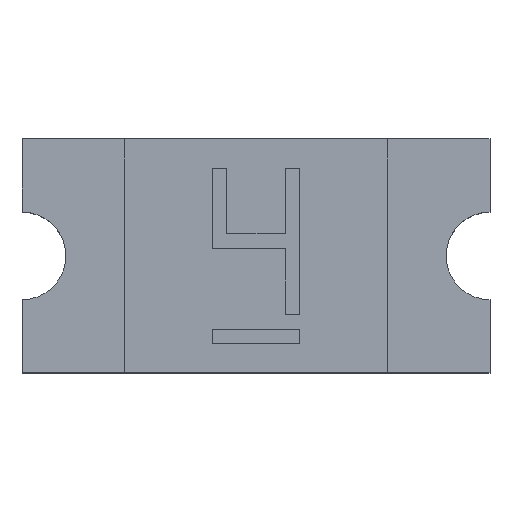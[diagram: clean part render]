
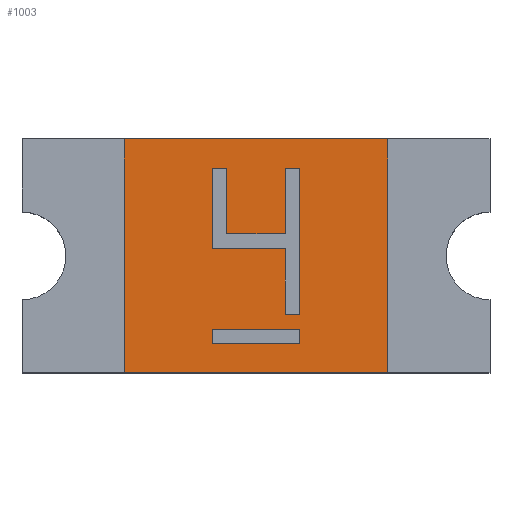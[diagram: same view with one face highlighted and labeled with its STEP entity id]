
A CAD part, top view. The second image highlights one B-rep face of the part: STEP entity #1003.
In plain terms, the highlighted planar face has unit normal (0, 0, 1).
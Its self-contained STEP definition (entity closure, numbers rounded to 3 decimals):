
#18=FACE_BOUND('',#200,.T.);
#19=FACE_BOUND('',#201,.T.);
#87=PLANE('',#1082);
#143=FACE_OUTER_BOUND('',#199,.T.);
#199=EDGE_LOOP('',(#925,#926,#927,#928));
#200=EDGE_LOOP('',(#929,#930,#931,#932,#933,#934,#935,#936,#937,#938));
#201=EDGE_LOOP('',(#939,#940,#941,#942));
#277=LINE('',#1511,#405);
#281=LINE('',#1520,#409);
#287=LINE('',#1530,#415);
#288=LINE('',#1534,#416);
#292=LINE('',#1542,#420);
#295=LINE('',#1548,#423);
#298=LINE('',#1554,#426);
#301=LINE('',#1560,#429);
#304=LINE('',#1566,#432);
#307=LINE('',#1572,#435);
#310=LINE('',#1578,#438);
#313=LINE('',#1584,#441);
#316=LINE('',#1589,#444);
#318=LINE('',#1595,#446);
#322=LINE('',#1603,#450);
#325=LINE('',#1609,#453);
#328=LINE('',#1614,#456);
#330=LINE('',#1618,#458);
#405=VECTOR('',#1242,10.);
#409=VECTOR('',#1248,10.);
#415=VECTOR('',#1258,10.);
#416=VECTOR('',#1261,10.);
#420=VECTOR('',#1267,10.);
#423=VECTOR('',#1272,10.);
#426=VECTOR('',#1277,10.);
#429=VECTOR('',#1282,10.);
#432=VECTOR('',#1287,10.);
#435=VECTOR('',#1292,10.);
#438=VECTOR('',#1297,10.);
#441=VECTOR('',#1302,10.);
#444=VECTOR('',#1307,10.);
#446=VECTOR('',#1313,10.);
#450=VECTOR('',#1319,10.);
#453=VECTOR('',#1324,10.);
#456=VECTOR('',#1329,10.);
#458=VECTOR('',#1335,10.);
#515=VERTEX_POINT('',#1509);
#516=VERTEX_POINT('',#1510);
#519=VERTEX_POINT('',#1518);
#520=VERTEX_POINT('',#1519);
#523=VERTEX_POINT('',#1532);
#524=VERTEX_POINT('',#1533);
#527=VERTEX_POINT('',#1541);
#529=VERTEX_POINT('',#1547);
#531=VERTEX_POINT('',#1553);
#533=VERTEX_POINT('',#1559);
#535=VERTEX_POINT('',#1565);
#537=VERTEX_POINT('',#1571);
#539=VERTEX_POINT('',#1577);
#541=VERTEX_POINT('',#1583);
#543=VERTEX_POINT('',#1593);
#544=VERTEX_POINT('',#1594);
#547=VERTEX_POINT('',#1602);
#549=VERTEX_POINT('',#1608);
#629=EDGE_CURVE('',#515,#516,#277,.T.);
#633=EDGE_CURVE('',#519,#520,#281,.T.);
#639=EDGE_CURVE('',#520,#515,#287,.T.);
#640=EDGE_CURVE('',#523,#524,#288,.T.);
#644=EDGE_CURVE('',#527,#523,#292,.T.);
#647=EDGE_CURVE('',#529,#527,#295,.T.);
#650=EDGE_CURVE('',#531,#529,#298,.T.);
#653=EDGE_CURVE('',#533,#531,#301,.T.);
#656=EDGE_CURVE('',#535,#533,#304,.T.);
#659=EDGE_CURVE('',#537,#535,#307,.T.);
#662=EDGE_CURVE('',#539,#537,#310,.T.);
#665=EDGE_CURVE('',#541,#539,#313,.T.);
#668=EDGE_CURVE('',#524,#541,#316,.T.);
#670=EDGE_CURVE('',#543,#544,#318,.T.);
#674=EDGE_CURVE('',#547,#543,#322,.T.);
#677=EDGE_CURVE('',#549,#547,#325,.T.);
#680=EDGE_CURVE('',#544,#549,#328,.T.);
#682=EDGE_CURVE('',#516,#519,#330,.T.);
#925=ORIENTED_EDGE('',*,*,#629,.T.);
#926=ORIENTED_EDGE('',*,*,#682,.T.);
#927=ORIENTED_EDGE('',*,*,#633,.T.);
#928=ORIENTED_EDGE('',*,*,#639,.T.);
#929=ORIENTED_EDGE('',*,*,#640,.T.);
#930=ORIENTED_EDGE('',*,*,#668,.T.);
#931=ORIENTED_EDGE('',*,*,#665,.T.);
#932=ORIENTED_EDGE('',*,*,#662,.T.);
#933=ORIENTED_EDGE('',*,*,#659,.T.);
#934=ORIENTED_EDGE('',*,*,#656,.T.);
#935=ORIENTED_EDGE('',*,*,#653,.T.);
#936=ORIENTED_EDGE('',*,*,#650,.T.);
#937=ORIENTED_EDGE('',*,*,#647,.T.);
#938=ORIENTED_EDGE('',*,*,#644,.T.);
#939=ORIENTED_EDGE('',*,*,#670,.T.);
#940=ORIENTED_EDGE('',*,*,#680,.T.);
#941=ORIENTED_EDGE('',*,*,#677,.T.);
#942=ORIENTED_EDGE('',*,*,#674,.T.);
#1003=ADVANCED_FACE('',(#143,#18,#19),#87,.T.);
#1082=AXIS2_PLACEMENT_3D('',#1617,#1333,#1334);
#1242=DIRECTION('',(0.,-1.,0.));
#1248=DIRECTION('',(0.,1.,0.));
#1258=DIRECTION('',(-1.,0.,0.));
#1261=DIRECTION('',(1.,0.,0.));
#1267=DIRECTION('',(0.,1.,0.));
#1272=DIRECTION('',(1.,0.,0.));
#1277=DIRECTION('',(0.,-1.,0.));
#1282=DIRECTION('',(1.,0.,0.));
#1287=DIRECTION('',(0.,1.,0.));
#1292=DIRECTION('',(-1.,0.,0.));
#1297=DIRECTION('',(0.,1.,0.));
#1302=DIRECTION('',(-1.,0.,0.));
#1307=DIRECTION('',(0.,-1.,0.));
#1313=DIRECTION('',(1.,0.,0.));
#1319=DIRECTION('',(0.,1.,0.));
#1324=DIRECTION('',(-1.,0.,0.));
#1329=DIRECTION('',(0.,-1.,0.));
#1333=DIRECTION('center_axis',(0.,0.,1.));
#1334=DIRECTION('ref_axis',(0.,1.,0.));
#1335=DIRECTION('',(1.,0.,0.));
#1509=CARTESIAN_POINT('',(-0.9,0.8,0.66));
#1510=CARTESIAN_POINT('',(-0.9,-0.8,0.66));
#1511=CARTESIAN_POINT('',(-0.9,0.4,0.66));
#1518=CARTESIAN_POINT('',(0.9,-0.8,0.66));
#1519=CARTESIAN_POINT('',(0.9,0.8,0.66));
#1520=CARTESIAN_POINT('',(0.9,-0.4,0.66));
#1530=CARTESIAN_POINT('',(0.,0.8,0.66));
#1532=CARTESIAN_POINT('',(0.2,0.6,0.66));
#1533=CARTESIAN_POINT('',(0.3,0.6,0.66));
#1534=CARTESIAN_POINT('',(0.1,0.6,0.66));
#1541=CARTESIAN_POINT('',(0.2,0.15,0.66));
#1542=CARTESIAN_POINT('',(0.2,0.075,0.66));
#1547=CARTESIAN_POINT('',(-0.2,0.15,0.66));
#1548=CARTESIAN_POINT('',(-0.1,0.15,0.66));
#1553=CARTESIAN_POINT('',(-0.2,0.6,0.66));
#1554=CARTESIAN_POINT('',(-0.2,0.3,0.66));
#1559=CARTESIAN_POINT('',(-0.3,0.6,0.66));
#1560=CARTESIAN_POINT('',(-0.15,0.6,0.66));
#1565=CARTESIAN_POINT('',(-0.3,0.05,0.66));
#1566=CARTESIAN_POINT('',(-0.3,0.025,0.66));
#1571=CARTESIAN_POINT('',(0.2,0.05,0.66));
#1572=CARTESIAN_POINT('',(0.1,0.05,0.66));
#1577=CARTESIAN_POINT('',(0.2,-0.4,0.66));
#1578=CARTESIAN_POINT('',(0.2,-0.2,0.66));
#1583=CARTESIAN_POINT('',(0.3,-0.4,0.66));
#1584=CARTESIAN_POINT('',(0.15,-0.4,0.66));
#1589=CARTESIAN_POINT('',(0.3,0.3,0.66));
#1593=CARTESIAN_POINT('',(-0.3,-0.5,0.66));
#1594=CARTESIAN_POINT('',(0.3,-0.5,0.66));
#1595=CARTESIAN_POINT('',(-0.15,-0.5,0.66));
#1602=CARTESIAN_POINT('',(-0.3,-0.6,0.66));
#1603=CARTESIAN_POINT('',(-0.3,-0.3,0.66));
#1608=CARTESIAN_POINT('',(0.3,-0.6,0.66));
#1609=CARTESIAN_POINT('',(0.15,-0.6,0.66));
#1614=CARTESIAN_POINT('',(0.3,-0.25,0.66));
#1617=CARTESIAN_POINT('Origin',(0.,0.,0.66));
#1618=CARTESIAN_POINT('',(0.,-0.8,0.66));
